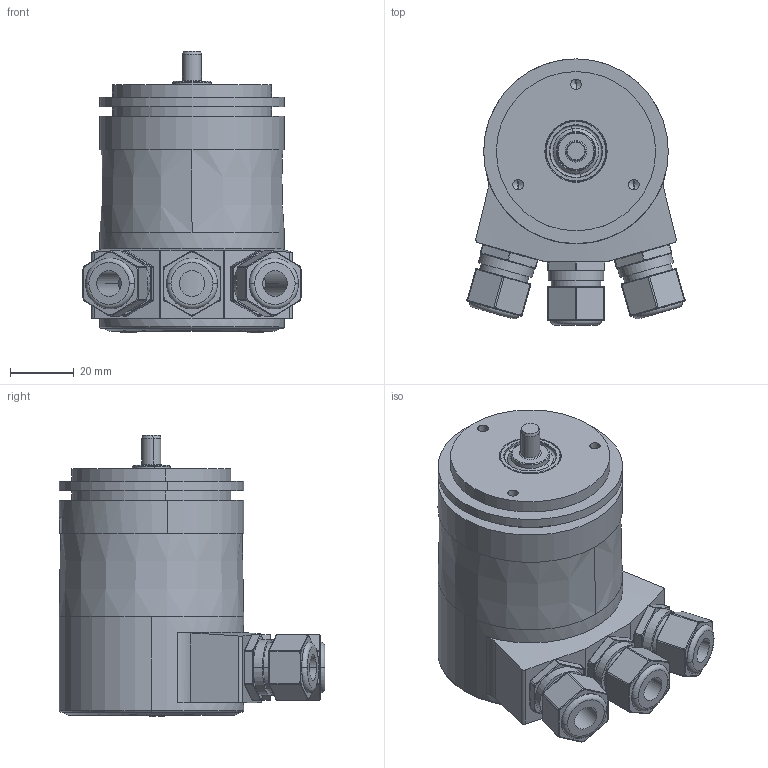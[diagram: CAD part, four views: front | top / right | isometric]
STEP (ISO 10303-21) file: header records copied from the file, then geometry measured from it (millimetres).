
FILE_DESCRIPTION((''),'2;1');
FILE_NAME('881801','2011-10-14T',('se2930'),(''),'PRO/ENGINEER BY PARAMETRIC TECHNOLOGY CORPORATION, 2010180','PRO/ENGINEER BY PARAMETRIC TECHNOLOGY CORPORATION, 2010180','');
FILE_SCHEMA(('CONFIG_CONTROL_DESIGN','SHAPE_APPEARANCE_LAYERS_GROUPS'));
Length unit declared in the file: millimetre
Products named in the file (1): 881801
Bounding box: 68.52 x 83.5 x 88.5 mm (x, y, z)
Volume: 205093.9 mm3; surface area: 41955.2 mm2
Topology: 1 solids, 3 shells, 649 faces, 1505 edges, 900 vertices
Faces by surface type: cylinder 233, plane 134, bspline 120, sphere 72, cone 54, torus 36
Entity records: 22402 total; most frequent: CARTESIAN_POINT 8324, ORIENTED_EDGE 2994, DIRECTION 2769, EDGE_CURVE 1497, AXIS2_PLACEMENT_3D 1142, VERTEX_POINT 900, EDGE_LOOP 707, FACE_OUTER_BOUND 649
